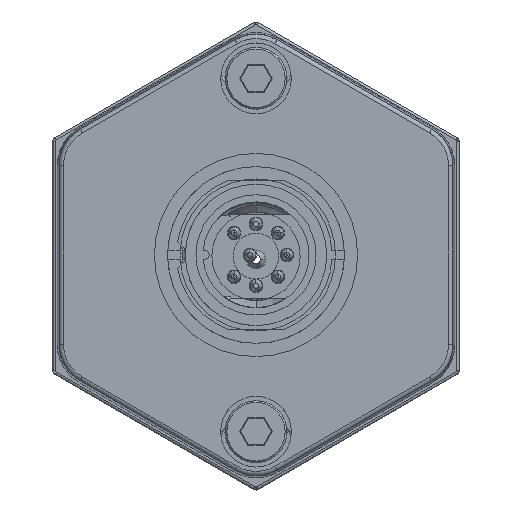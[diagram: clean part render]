
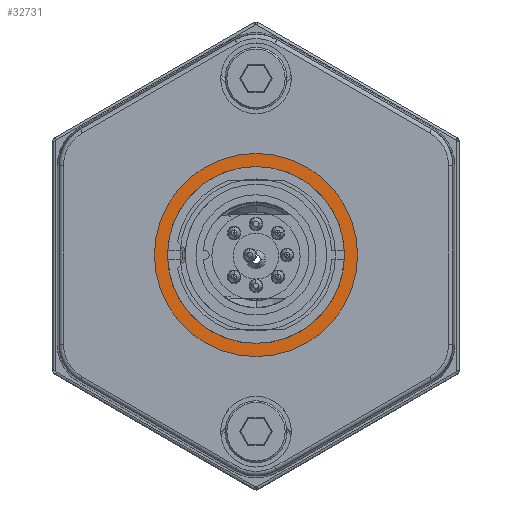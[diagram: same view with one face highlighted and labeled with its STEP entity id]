
A CAD part, top view. The second image highlights one B-rep face of the part: STEP entity #32731.
In plain terms, the highlighted planar face has unit normal (0, 0, 1).
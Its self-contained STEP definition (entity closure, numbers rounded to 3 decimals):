
#1295 = CARTESIAN_POINT ( 'NONE',  ( -8.888, -1.416, 59.3 ) ) ;
#2175 = DIRECTION ( 'NONE',  ( 1., 0., 0. ) ) ;
#2219 = CIRCLE ( 'NONE', #22408, 11.5 ) ;
#2496 = EDGE_CURVE ( 'NONE', #11715, #30775, #35900, .T. ) ;
#3238 = ORIENTED_EDGE ( 'NONE', *, *, #29821, .T. ) ;
#3527 = ORIENTED_EDGE ( 'NONE', *, *, #5785, .T. ) ;
#5334 = VERTEX_POINT ( 'NONE', #36274 ) ;
#5571 = VECTOR ( 'NONE', #23077, 1000. ) ;
#5747 = CARTESIAN_POINT ( 'NONE',  ( -2.958, -8.5, 59.3 ) ) ;
#5785 = EDGE_CURVE ( 'NONE', #10689, #23806, #10224, .T. ) ;
#5976 = DIRECTION ( 'NONE',  ( 0., 0., 1. ) ) ;
#6456 = CARTESIAN_POINT ( 'NONE',  ( 0., 0., 59.3 ) ) ;
#6562 = LINE ( 'NONE', #19896, #5571 ) ;
#7044 = DIRECTION ( 'NONE',  ( 0., 0., 1. ) ) ;
#7368 = CIRCLE ( 'NONE', #23731, 11.5 ) ;
#8657 = EDGE_CURVE ( 'NONE', #23806, #11715, #16263, .T. ) ;
#9325 = CARTESIAN_POINT ( 'NONE',  ( -11.5, 0., 59.3 ) ) ;
#9530 = FACE_BOUND ( 'NONE', #37992, .T. ) ;
#10030 = CARTESIAN_POINT ( 'NONE',  ( -2.958, -8.5, 59.3 ) ) ;
#10069 = CARTESIAN_POINT ( 'NONE',  ( -2.958, 8.5, 59.3 ) ) ;
#10170 = DIRECTION ( 'NONE',  ( -1., 0., 0. ) ) ;
#10224 = CIRCLE ( 'NONE', #35568, 9. ) ;
#10689 = VERTEX_POINT ( 'NONE', #5747 ) ;
#10913 = DIRECTION ( 'NONE',  ( 0., 0., -1. ) ) ;
#11715 = VERTEX_POINT ( 'NONE', #31186 ) ;
#13554 = CIRCLE ( 'NONE', #39687, 9. ) ;
#13866 = ORIENTED_EDGE ( 'NONE', *, *, #37077, .T. ) ;
#16263 = CIRCLE ( 'NONE', #40435, 2. ) ;
#17960 = DIRECTION ( 'NONE',  ( 0., 0., 1. ) ) ;
#18277 = CARTESIAN_POINT ( 'NONE',  ( 11.5, 0., 59.3 ) ) ;
#18325 = EDGE_CURVE ( 'NONE', #5334, #25528, #13554, .T. ) ;
#18394 = CARTESIAN_POINT ( 'NONE',  ( 2.958, -8.5, 59.3 ) ) ;
#18817 = CARTESIAN_POINT ( 'NONE',  ( 0., 0., 59.3 ) ) ;
#18861 = VERTEX_POINT ( 'NONE', #9325 ) ;
#19896 = CARTESIAN_POINT ( 'NONE',  ( -2.958, 8.5, 59.3 ) ) ;
#21175 = ORIENTED_EDGE ( 'NONE', *, *, #31183, .T. ) ;
#21271 = DIRECTION ( 'NONE',  ( 0., 0., 1. ) ) ;
#22021 = DIRECTION ( 'NONE',  ( 1., 0., 0. ) ) ;
#22183 = DIRECTION ( 'NONE',  ( 1., 0., 0. ) ) ;
#22408 = AXIS2_PLACEMENT_3D ( 'NONE', #25058, #5976, #28254 ) ;
#23077 = DIRECTION ( 'NONE',  ( 1., 0., 0. ) ) ;
#23338 = VECTOR ( 'NONE', #10170, 1000. ) ;
#23627 = EDGE_CURVE ( 'NONE', #18861, #30577, #7368, .T. ) ;
#23731 = AXIS2_PLACEMENT_3D ( 'NONE', #26116, #7044, #29283 ) ;
#23806 = VERTEX_POINT ( 'NONE', #1295 ) ;
#25058 = CARTESIAN_POINT ( 'NONE',  ( 0., 0., 59.3 ) ) ;
#25528 = VERTEX_POINT ( 'NONE', #18394 ) ;
#26116 = CARTESIAN_POINT ( 'NONE',  ( 0., 0., 59.3 ) ) ;
#26434 = FACE_OUTER_BOUND ( 'NONE', #38315, .T. ) ;
#28254 = DIRECTION ( 'NONE',  ( 1., 0., 0. ) ) ;
#29283 = DIRECTION ( 'NONE',  ( 1., 0., 0. ) ) ;
#29613 = AXIS2_PLACEMENT_3D ( 'NONE', #36928, #17960, #40101 ) ;
#29821 = EDGE_CURVE ( 'NONE', #30775, #5334, #6562, .T. ) ;
#29912 = CARTESIAN_POINT ( 'NONE',  ( 0., 0., 59.3 ) ) ;
#30577 = VERTEX_POINT ( 'NONE', #18277 ) ;
#30775 = VERTEX_POINT ( 'NONE', #10069 ) ;
#31183 = EDGE_CURVE ( 'NONE', #30577, #18861, #2219, .T. ) ;
#31186 = CARTESIAN_POINT ( 'NONE',  ( -8.888, 1.416, 59.3 ) ) ;
#31732 = LINE ( 'NONE', #10030, #23338 ) ;
#32731 = ADVANCED_FACE ( 'NONE', ( #26434, #9530 ), #36792, .T. ) ;
#33114 = DIRECTION ( 'NONE',  ( 1., 0., 0. ) ) ;
#33936 = ORIENTED_EDGE ( 'NONE', *, *, #2496, .T. ) ;
#34418 = ORIENTED_EDGE ( 'NONE', *, *, #18325, .T. ) ;
#35568 = AXIS2_PLACEMENT_3D ( 'NONE', #29912, #10913, #33114 ) ;
#35665 = ORIENTED_EDGE ( 'NONE', *, *, #8657, .T. ) ;
#35900 = CIRCLE ( 'NONE', #38114, 9. ) ;
#36274 = CARTESIAN_POINT ( 'NONE',  ( 2.958, 8.5, 59.3 ) ) ;
#36792 = PLANE ( 'NONE',  #29613 ) ;
#36928 = CARTESIAN_POINT ( 'NONE',  ( 0., 0., 59.3 ) ) ;
#37077 = EDGE_CURVE ( 'NONE', #25528, #10689, #31732, .T. ) ;
#37952 = DIRECTION ( 'NONE',  ( 0., 0., -1. ) ) ;
#37992 = EDGE_LOOP ( 'NONE', ( #34418, #13866, #3527, #35665, #33936, #3238 ) ) ;
#38114 = AXIS2_PLACEMENT_3D ( 'NONE', #6456, #37952, #22183 ) ;
#38315 = EDGE_LOOP ( 'NONE', ( #21175, #41022 ) ) ;
#39687 = AXIS2_PLACEMENT_3D ( 'NONE', #18817, #40955, #22021 ) ;
#40101 = DIRECTION ( 'NONE',  ( 1., 0., 0. ) ) ;
#40186 = CARTESIAN_POINT ( 'NONE',  ( -10.3, 0., 59.3 ) ) ;
#40435 = AXIS2_PLACEMENT_3D ( 'NONE', #40186, #21271, #2175 ) ;
#40955 = DIRECTION ( 'NONE',  ( 0., 0., -1. ) ) ;
#41022 = ORIENTED_EDGE ( 'NONE', *, *, #23627, .T. ) ;
